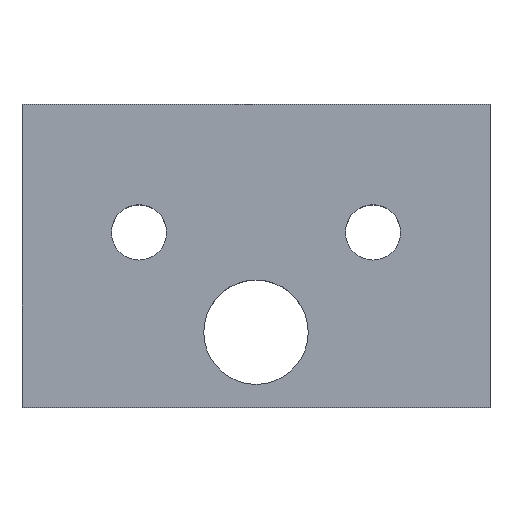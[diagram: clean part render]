
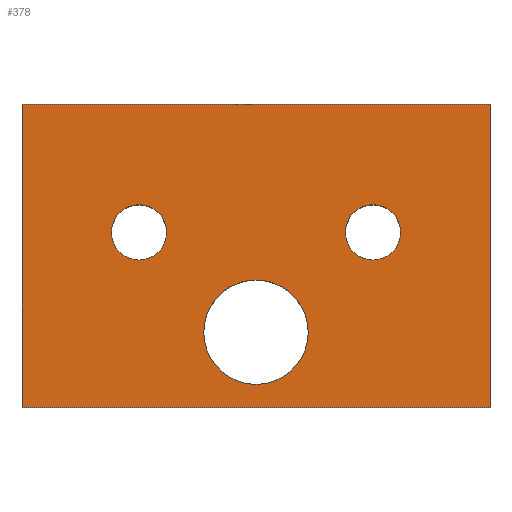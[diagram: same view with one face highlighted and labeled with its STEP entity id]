
A CAD part, top view. The second image highlights one B-rep face of the part: STEP entity #378.
In plain terms, the highlighted planar face has unit normal (0, 0, 1).
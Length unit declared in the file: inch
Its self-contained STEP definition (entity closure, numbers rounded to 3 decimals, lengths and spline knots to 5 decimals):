
#2 = DIRECTION ( 'NONE',  ( 1., 0., 0. ) ) ;
#4 = DIRECTION ( 'NONE',  ( 0., 0., 1. ) ) ;
#5 = VECTOR ( 'NONE', #78, 39.37008 ) ;
#6 = ORIENTED_EDGE ( 'NONE', *, *, #267, .F. ) ;
#11 = CARTESIAN_POINT ( 'NONE',  ( 0., -0.48126, 0.5 ) ) ;
#14 = VECTOR ( 'NONE', #377, 39.37008 ) ;
#15 = CARTESIAN_POINT ( 'NONE',  ( 0.92717, 0.64, 0.5 ) ) ;
#23 = AXIS2_PLACEMENT_3D ( 'NONE', #157, #197, #433 ) ;
#25 = DIRECTION ( 'NONE',  ( 0., -1., 0. ) ) ;
#26 = EDGE_CURVE ( 'NONE', #152, #249, #395, .T. ) ;
#27 = DIRECTION ( 'NONE',  ( 0., 0., 1. ) ) ;
#28 = FACE_BOUND ( 'NONE', #329, .T. ) ;
#66 = VERTEX_POINT ( 'NONE', #424 ) ;
#71 = CARTESIAN_POINT ( 'NONE',  ( -0.92717, 0.64, 0.5 ) ) ;
#77 = DIRECTION ( 'NONE',  ( 0., 0., 1. ) ) ;
#78 = DIRECTION ( 'NONE',  ( 1., 0., 0. ) ) ;
#82 = ORIENTED_EDGE ( 'NONE', *, *, #246, .F. ) ;
#98 = LINE ( 'NONE', #11, #5 ) ;
#101 = PLANE ( 'NONE',  #154 ) ;
#106 = EDGE_LOOP ( 'NONE', ( #228, #244 ) ) ;
#112 = ORIENTED_EDGE ( 'NONE', *, *, #180, .F. ) ;
#116 = AXIS2_PLACEMENT_3D ( 'NONE', #301, #372, #212 ) ;
#122 = EDGE_LOOP ( 'NONE', ( #336, #82 ) ) ;
#126 = CARTESIAN_POINT ( 'NONE',  ( 0.57283, 0.64, 0.5 ) ) ;
#127 = VECTOR ( 'NONE', #25, 39.37008 ) ;
#140 = LINE ( 'NONE', #280, #127 ) ;
#148 = CIRCLE ( 'NONE', #370, 0.17717 ) ;
#149 = EDGE_CURVE ( 'NONE', #311, #396, #98, .T. ) ;
#152 = VERTEX_POINT ( 'NONE', #269 ) ;
#154 = AXIS2_PLACEMENT_3D ( 'NONE', #410, #77, #233 ) ;
#155 = DIRECTION ( 'NONE',  ( 1., 0., 0. ) ) ;
#156 = CIRCLE ( 'NONE', #214, 0.33465 ) ;
#157 = CARTESIAN_POINT ( 'NONE',  ( 0.75, 0.64, 0.5 ) ) ;
#163 = CARTESIAN_POINT ( 'NONE',  ( -1.5, 1.46, 0.5 ) ) ;
#175 = EDGE_LOOP ( 'NONE', ( #112, #316, #432, #315 ) ) ;
#176 = CARTESIAN_POINT ( 'NONE',  ( 0., 0., 0.5 ) ) ;
#180 = EDGE_CURVE ( 'NONE', #284, #66, #350, .T. ) ;
#192 = CARTESIAN_POINT ( 'NONE',  ( -0.57283, 0.64, 0.5 ) ) ;
#195 = VERTEX_POINT ( 'NONE', #71 ) ;
#197 = DIRECTION ( 'NONE',  ( 0., 0., 1. ) ) ;
#199 = CARTESIAN_POINT ( 'NONE',  ( -0.75, 0.64, 0.5 ) ) ;
#201 = VERTEX_POINT ( 'NONE', #15 ) ;
#202 = CARTESIAN_POINT ( 'NONE',  ( 1.5, 0., 0.5 ) ) ;
#203 = EDGE_CURVE ( 'NONE', #195, #254, #205, .T. ) ;
#205 = CIRCLE ( 'NONE', #116, 0.17717 ) ;
#212 = DIRECTION ( 'NONE',  ( 1., 0., 0. ) ) ;
#214 = AXIS2_PLACEMENT_3D ( 'NONE', #296, #4, #403 ) ;
#216 = EDGE_CURVE ( 'NONE', #260, #201, #283, .T. ) ;
#225 = AXIS2_PLACEMENT_3D ( 'NONE', #176, #27, #388 ) ;
#228 = ORIENTED_EDGE ( 'NONE', *, *, #26, .F. ) ;
#230 = DIRECTION ( 'NONE',  ( 0., 0., 1. ) ) ;
#233 = DIRECTION ( 'NONE',  ( 1., 0., 0. ) ) ;
#244 = ORIENTED_EDGE ( 'NONE', *, *, #384, .F. ) ;
#246 = EDGE_CURVE ( 'NONE', #254, #195, #148, .T. ) ;
#249 = VERTEX_POINT ( 'NONE', #397 ) ;
#254 = VERTEX_POINT ( 'NONE', #192 ) ;
#260 = VERTEX_POINT ( 'NONE', #126 ) ;
#264 = LINE ( 'NONE', #202, #14 ) ;
#267 = EDGE_CURVE ( 'NONE', #201, #260, #359, .T. ) ;
#269 = CARTESIAN_POINT ( 'NONE',  ( -0.33465, 0., 0.5 ) ) ;
#280 = CARTESIAN_POINT ( 'NONE',  ( -1.5, 0., 0.5 ) ) ;
#283 = CIRCLE ( 'NONE', #421, 0.17717 ) ;
#284 = VERTEX_POINT ( 'NONE', #163 ) ;
#287 = FACE_BOUND ( 'NONE', #122, .T. ) ;
#294 = DIRECTION ( 'NONE',  ( 0., 0., 1. ) ) ;
#296 = CARTESIAN_POINT ( 'NONE',  ( 0., 0., 0.5 ) ) ;
#297 = CARTESIAN_POINT ( 'NONE',  ( 0., 1.46, 0.5 ) ) ;
#299 = DIRECTION ( 'NONE',  ( 1., 0., 0. ) ) ;
#301 = CARTESIAN_POINT ( 'NONE',  ( -0.75, 0.64, 0.5 ) ) ;
#311 = VERTEX_POINT ( 'NONE', #402 ) ;
#315 = ORIENTED_EDGE ( 'NONE', *, *, #354, .T. ) ;
#316 = ORIENTED_EDGE ( 'NONE', *, *, #423, .T. ) ;
#329 = EDGE_LOOP ( 'NONE', ( #426, #6 ) ) ;
#331 = CARTESIAN_POINT ( 'NONE',  ( 0.75, 0.64, 0.5 ) ) ;
#336 = ORIENTED_EDGE ( 'NONE', *, *, #203, .F. ) ;
#350 = LINE ( 'NONE', #297, #367 ) ;
#354 = EDGE_CURVE ( 'NONE', #396, #66, #264, .T. ) ;
#355 = FACE_BOUND ( 'NONE', #106, .T. ) ;
#359 = CIRCLE ( 'NONE', #23, 0.17717 ) ;
#367 = VECTOR ( 'NONE', #299, 39.37008 ) ;
#370 = AXIS2_PLACEMENT_3D ( 'NONE', #199, #230, #2 ) ;
#372 = DIRECTION ( 'NONE',  ( 0., 0., 1. ) ) ;
#377 = DIRECTION ( 'NONE',  ( 0., 1., 0. ) ) ;
#378 = ADVANCED_FACE ( 'NONE', ( #287, #28, #355, #429 ), #101, .T. ) ;
#384 = EDGE_CURVE ( 'NONE', #249, #152, #156, .T. ) ;
#388 = DIRECTION ( 'NONE',  ( 1., 0., 0. ) ) ;
#395 = CIRCLE ( 'NONE', #225, 0.33465 ) ;
#396 = VERTEX_POINT ( 'NONE', #408 ) ;
#397 = CARTESIAN_POINT ( 'NONE',  ( 0.33465, 0., 0.5 ) ) ;
#402 = CARTESIAN_POINT ( 'NONE',  ( -1.5, -0.48126, 0.5 ) ) ;
#403 = DIRECTION ( 'NONE',  ( 1., 0., 0. ) ) ;
#408 = CARTESIAN_POINT ( 'NONE',  ( 1.5, -0.48126, 0.5 ) ) ;
#410 = CARTESIAN_POINT ( 'NONE',  ( 0., 0., 0.5 ) ) ;
#421 = AXIS2_PLACEMENT_3D ( 'NONE', #331, #294, #155 ) ;
#423 = EDGE_CURVE ( 'NONE', #284, #311, #140, .T. ) ;
#424 = CARTESIAN_POINT ( 'NONE',  ( 1.5, 1.46, 0.5 ) ) ;
#426 = ORIENTED_EDGE ( 'NONE', *, *, #216, .F. ) ;
#429 = FACE_OUTER_BOUND ( 'NONE', #175, .T. ) ;
#432 = ORIENTED_EDGE ( 'NONE', *, *, #149, .T. ) ;
#433 = DIRECTION ( 'NONE',  ( 1., 0., 0. ) ) ;
